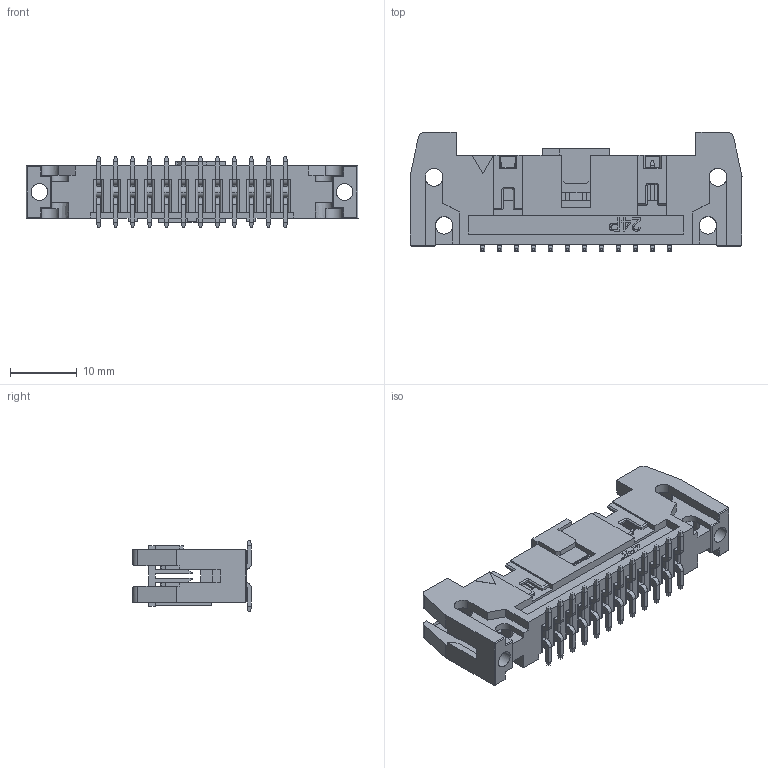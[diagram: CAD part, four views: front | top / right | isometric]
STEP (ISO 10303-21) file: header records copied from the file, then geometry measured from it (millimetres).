
FILE_DESCRIPTION( ('This file contains a STEP AP42 implementation' ,'as created by ZW3D STEP Interface translator.') ,'2;1' );
FILE_NAME( '3210-XXMXXBNX1.stp' ,'231128.162446', (''), ('ZWCAD Software Co.'), 'Version 1.0', 'ZW3D to STEP translator', '' );
FILE_SCHEMA(('AUTOMOTIVE_DESIGN { 1 0 10303 214 1 1 1 1 }'));
Length unit declared in the file: millimetre
Products named in the file (2): 0; 3210-24MXXBNP1
Bounding box: 49.68 x 17.8 x 10.5 mm (x, y, z)
Volume: 2975.4 mm3; surface area: 5513.7 mm2
Topology: 2 solids, 2 shells, 1058 faces, 2871 edges, 1798 vertices
Faces by surface type: plane 895, cylinder 115, bspline 40, cone 8
Entity records: 43320 total; most frequent: CARTESIAN_POINT 20743, ORIENTED_EDGE 5734, EDGE_CURVE 2867, DIRECTION 2492, B_SPLINE_CURVE_WITH_KNOTS 2414, VERTEX_POINT 1798, EDGE_LOOP 1091, FACE_OUTER_BOUND 1058
